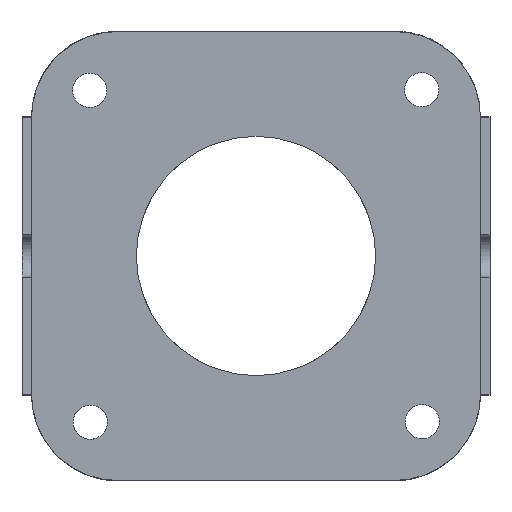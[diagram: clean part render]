
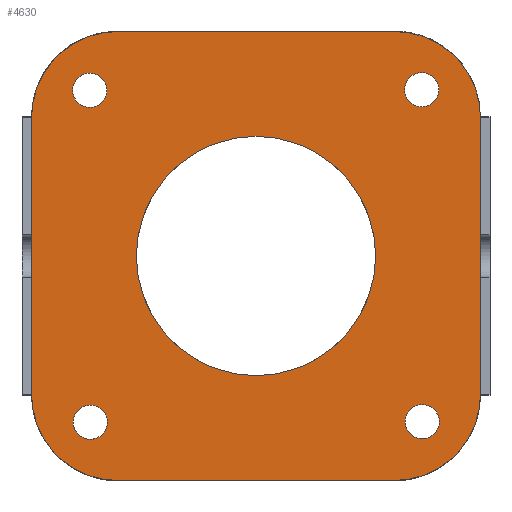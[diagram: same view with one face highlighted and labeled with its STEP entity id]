
A CAD part, front view. The second image highlights one B-rep face of the part: STEP entity #4630.
In plain terms, the highlighted planar face has unit normal (0, -1, 0).
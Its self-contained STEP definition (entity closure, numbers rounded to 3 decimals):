
#2163 = VERTEX_POINT('',#2164);
#2164 = CARTESIAN_POINT('',(-21.,-6.5,-13.));
#2170 = EDGE_CURVE('',#2163,#2171,#2173,.T.);
#2171 = VERTEX_POINT('',#2172);
#2172 = CARTESIAN_POINT('',(-21.,-6.5,13.));
#2173 = LINE('',#2174,#2175);
#2174 = CARTESIAN_POINT('',(-21.,-6.5,-21.));
#2175 = VECTOR('',#2176,1.);
#2176 = DIRECTION('',(0.,0.,1.));
#2673 = VERTEX_POINT('',#2674);
#2674 = CARTESIAN_POINT('',(13.,-6.5,-21.));
#2680 = EDGE_CURVE('',#2673,#2681,#2683,.T.);
#2681 = VERTEX_POINT('',#2682);
#2682 = CARTESIAN_POINT('',(-13.,-6.5,-21.));
#2683 = LINE('',#2684,#2685);
#2684 = CARTESIAN_POINT('',(21.,-6.5,-21.));
#2685 = VECTOR('',#2686,1.);
#2686 = DIRECTION('',(-1.,0.,0.));
#3453 = VERTEX_POINT('',#3454);
#3454 = CARTESIAN_POINT('',(-13.,-6.5,21.));
#3460 = EDGE_CURVE('',#3453,#3461,#3463,.T.);
#3461 = VERTEX_POINT('',#3462);
#3462 = CARTESIAN_POINT('',(13.,-6.5,21.));
#3463 = LINE('',#3464,#3465);
#3464 = CARTESIAN_POINT('',(-21.,-6.5,21.));
#3465 = VECTOR('',#3466,1.);
#3466 = DIRECTION('',(1.,0.,0.));
#4286 = VERTEX_POINT('',#4287);
#4287 = CARTESIAN_POINT('',(11.2,-6.5,0.));
#4293 = EDGE_CURVE('',#4286,#4286,#4294,.T.);
#4294 = CIRCLE('',#4295,11.2);
#4295 = AXIS2_PLACEMENT_3D('',#4296,#4297,#4298);
#4296 = CARTESIAN_POINT('',(0.,-6.5,0.));
#4297 = DIRECTION('',(0.,-1.,0.));
#4298 = DIRECTION('',(1.,0.,0.));
#4617 = EDGE_CURVE('',#3453,#2171,#4618,.T.);
#4618 = CIRCLE('',#4619,8.);
#4619 = AXIS2_PLACEMENT_3D('',#4620,#4621,#4622);
#4620 = CARTESIAN_POINT('',(-13.,-6.5,13.));
#4621 = DIRECTION('',(0.,-1.,0.));
#4622 = DIRECTION('',(0.,0.,1.));
#4630 = ADVANCED_FACE('',(#4631,#4668,#4679,#4690,#4693,#4704),#4715,.F.
  );
#4631 = FACE_BOUND('',#4632,.F.);
#4632 = EDGE_LOOP('',(#4633,#4634,#4643,#4651,#4658,#4659,#4666,#4667));
#4633 = ORIENTED_EDGE('',*,*,#3460,.T.);
#4634 = ORIENTED_EDGE('',*,*,#4635,.F.);
#4635 = EDGE_CURVE('',#4636,#3461,#4638,.T.);
#4636 = VERTEX_POINT('',#4637);
#4637 = CARTESIAN_POINT('',(21.,-6.5,13.));
#4638 = CIRCLE('',#4639,8.);
#4639 = AXIS2_PLACEMENT_3D('',#4640,#4641,#4642);
#4640 = CARTESIAN_POINT('',(13.,-6.5,13.));
#4641 = DIRECTION('',(0.,-1.,0.));
#4642 = DIRECTION('',(0.,0.,1.));
#4643 = ORIENTED_EDGE('',*,*,#4644,.T.);
#4644 = EDGE_CURVE('',#4636,#4645,#4647,.T.);
#4645 = VERTEX_POINT('',#4646);
#4646 = CARTESIAN_POINT('',(21.,-6.5,-13.));
#4647 = LINE('',#4648,#4649);
#4648 = CARTESIAN_POINT('',(21.,-6.5,21.));
#4649 = VECTOR('',#4650,1.);
#4650 = DIRECTION('',(0.,0.,-1.));
#4651 = ORIENTED_EDGE('',*,*,#4652,.T.);
#4652 = EDGE_CURVE('',#4645,#2673,#4653,.T.);
#4653 = CIRCLE('',#4654,8.);
#4654 = AXIS2_PLACEMENT_3D('',#4655,#4656,#4657);
#4655 = CARTESIAN_POINT('',(13.,-6.5,-13.));
#4656 = DIRECTION('',(0.,1.,0.));
#4657 = DIRECTION('',(0.,0.,1.));
#4658 = ORIENTED_EDGE('',*,*,#2680,.T.);
#4659 = ORIENTED_EDGE('',*,*,#4660,.F.);
#4660 = EDGE_CURVE('',#2163,#2681,#4661,.T.);
#4661 = CIRCLE('',#4662,8.);
#4662 = AXIS2_PLACEMENT_3D('',#4663,#4664,#4665);
#4663 = CARTESIAN_POINT('',(-13.,-6.5,-13.));
#4664 = DIRECTION('',(0.,-1.,0.));
#4665 = DIRECTION('',(0.,0.,1.));
#4666 = ORIENTED_EDGE('',*,*,#2170,.T.);
#4667 = ORIENTED_EDGE('',*,*,#4617,.F.);
#4668 = FACE_BOUND('',#4669,.F.);
#4669 = EDGE_LOOP('',(#4670));
#4670 = ORIENTED_EDGE('',*,*,#4671,.T.);
#4671 = EDGE_CURVE('',#4672,#4672,#4674,.T.);
#4672 = VERTEX_POINT('',#4673);
#4673 = CARTESIAN_POINT('',(-17.113,-6.5,-15.554));
#4674 = CIRCLE('',#4675,1.6);
#4675 = AXIS2_PLACEMENT_3D('',#4676,#4677,#4678);
#4676 = CARTESIAN_POINT('',(-15.513,-6.5,-15.554));
#4677 = DIRECTION('',(0.,-1.,0.));
#4678 = DIRECTION('',(-1.,0.,0.));
#4679 = FACE_BOUND('',#4680,.F.);
#4680 = EDGE_LOOP('',(#4681));
#4681 = ORIENTED_EDGE('',*,*,#4682,.T.);
#4682 = EDGE_CURVE('',#4683,#4683,#4685,.T.);
#4683 = VERTEX_POINT('',#4684);
#4684 = CARTESIAN_POINT('',(-15.554,-6.5,17.113));
#4685 = CIRCLE('',#4686,1.6);
#4686 = AXIS2_PLACEMENT_3D('',#4687,#4688,#4689);
#4687 = CARTESIAN_POINT('',(-15.554,-6.5,15.513));
#4688 = DIRECTION('',(0.,-1.,0.));
#4689 = DIRECTION('',(0.,0.,1.));
#4690 = FACE_BOUND('',#4691,.F.);
#4691 = EDGE_LOOP('',(#4692));
#4692 = ORIENTED_EDGE('',*,*,#4293,.T.);
#4693 = FACE_BOUND('',#4694,.F.);
#4694 = EDGE_LOOP('',(#4695));
#4695 = ORIENTED_EDGE('',*,*,#4696,.T.);
#4696 = EDGE_CURVE('',#4697,#4697,#4699,.T.);
#4697 = VERTEX_POINT('',#4698);
#4698 = CARTESIAN_POINT('',(15.554,-6.5,-17.113));
#4699 = CIRCLE('',#4700,1.6);
#4700 = AXIS2_PLACEMENT_3D('',#4701,#4702,#4703);
#4701 = CARTESIAN_POINT('',(15.554,-6.5,-15.513));
#4702 = DIRECTION('',(0.,-1.,0.));
#4703 = DIRECTION('',(0.,0.,-1.));
#4704 = FACE_BOUND('',#4705,.F.);
#4705 = EDGE_LOOP('',(#4706));
#4706 = ORIENTED_EDGE('',*,*,#4707,.T.);
#4707 = EDGE_CURVE('',#4708,#4708,#4710,.T.);
#4708 = VERTEX_POINT('',#4709);
#4709 = CARTESIAN_POINT('',(17.113,-6.5,15.554));
#4710 = CIRCLE('',#4711,1.6);
#4711 = AXIS2_PLACEMENT_3D('',#4712,#4713,#4714);
#4712 = CARTESIAN_POINT('',(15.513,-6.5,15.554));
#4713 = DIRECTION('',(0.,-1.,0.));
#4714 = DIRECTION('',(1.,0.,0.));
#4715 = PLANE('',#4716);
#4716 = AXIS2_PLACEMENT_3D('',#4717,#4718,#4719);
#4717 = CARTESIAN_POINT('',(0.,-6.5,0.));
#4718 = DIRECTION('',(0.,1.,0.));
#4719 = DIRECTION('',(0.,0.,1.));
